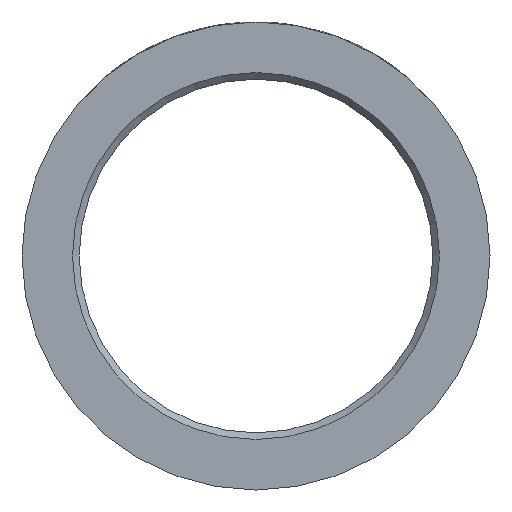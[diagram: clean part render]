
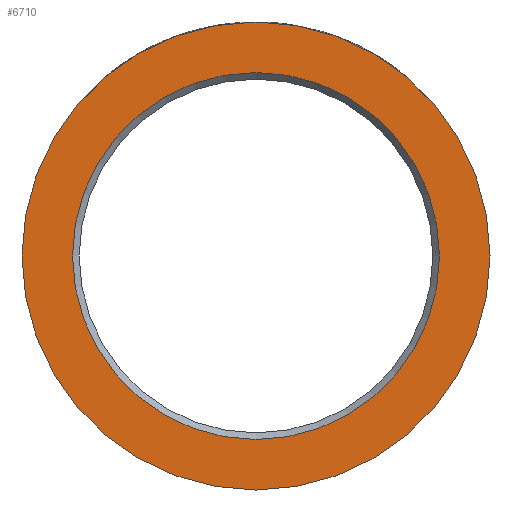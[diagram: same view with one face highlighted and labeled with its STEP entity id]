
A CAD part, left-side view. The second image highlights one B-rep face of the part: STEP entity #6710.
In plain terms, the highlighted planar face has unit normal (-1, 0, 0).
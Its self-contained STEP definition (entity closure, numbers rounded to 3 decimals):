
#131 = AXIS2_PLACEMENT_3D ( 'NONE', #11919, #4772, #8222 ) ;
#1468 = CIRCLE ( 'NONE', #8661, 10.65 ) ;
#2787 = CARTESIAN_POINT ( 'NONE',  ( -45., 0., 0. ) ) ;
#2928 = EDGE_LOOP ( 'NONE', ( #14282 ) ) ;
#3519 = DIRECTION ( 'NONE',  ( 0., -1., 0. ) ) ;
#3620 = PLANE ( 'NONE',  #10203 ) ;
#3742 = VERTEX_POINT ( 'NONE', #11450 ) ;
#4772 = DIRECTION ( 'NONE',  ( 1., 0., 0. ) ) ;
#6254 = CIRCLE ( 'NONE', #131, 8.35 ) ;
#6397 = EDGE_LOOP ( 'NONE', ( #9071 ) ) ;
#6710 = ADVANCED_FACE ( 'NONE', ( #12692, #13831 ), #3620, .T. ) ;
#7542 = DIRECTION ( 'NONE',  ( 1., 0., 0. ) ) ;
#8222 = DIRECTION ( 'NONE',  ( 0., -1., 0. ) ) ;
#8477 = DIRECTION ( 'NONE',  ( -1., 0., 0. ) ) ;
#8661 = AXIS2_PLACEMENT_3D ( 'NONE', #2787, #7542, #12387 ) ;
#9071 = ORIENTED_EDGE ( 'NONE', *, *, #14897, .F. ) ;
#9775 = VERTEX_POINT ( 'NONE', #15102 ) ;
#10203 = AXIS2_PLACEMENT_3D ( 'NONE', #12064, #8477, #3519 ) ;
#11450 = CARTESIAN_POINT ( 'NONE',  ( -45., 10.65, 0. ) ) ;
#11919 = CARTESIAN_POINT ( 'NONE',  ( -45., 0., 0. ) ) ;
#12064 = CARTESIAN_POINT ( 'NONE',  ( -45., 10.65, 0. ) ) ;
#12387 = DIRECTION ( 'NONE',  ( 0., 1., 0. ) ) ;
#12692 = FACE_BOUND ( 'NONE', #2928, .T. ) ;
#12955 = EDGE_CURVE ( 'NONE', #9775, #9775, #6254, .T. ) ;
#13831 = FACE_OUTER_BOUND ( 'NONE', #6397, .T. ) ;
#14282 = ORIENTED_EDGE ( 'NONE', *, *, #12955, .T. ) ;
#14897 = EDGE_CURVE ( 'NONE', #3742, #3742, #1468, .T. ) ;
#15102 = CARTESIAN_POINT ( 'NONE',  ( -45., -8.35, 0. ) ) ;
